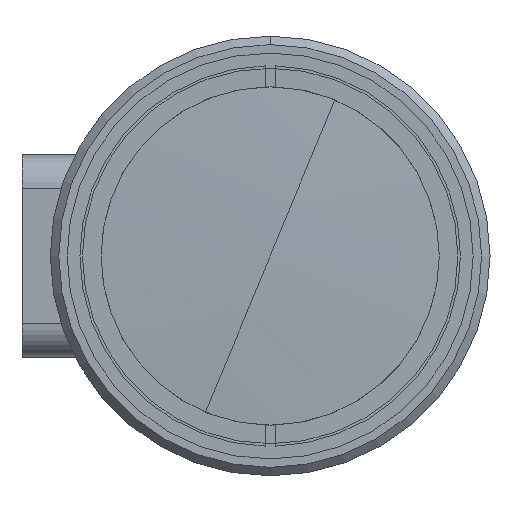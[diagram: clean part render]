
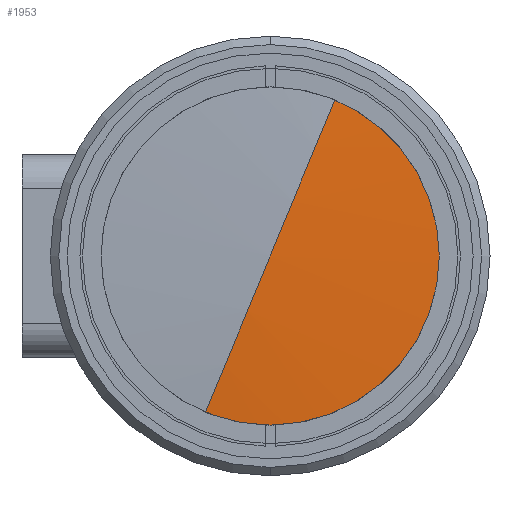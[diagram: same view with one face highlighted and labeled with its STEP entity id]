
A CAD part, left-side view. The second image highlights one B-rep face of the part: STEP entity #1953.
In plain terms, the highlighted spherical face has radius 316.23 mm.
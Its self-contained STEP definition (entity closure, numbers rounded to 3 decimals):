
#72 = ORIENTED_EDGE ( 'NONE', *, *, #3039, .T. ) ;
#157 = VERTEX_POINT ( 'NONE', #3462 ) ;
#332 = CARTESIAN_POINT ( 'NONE',  ( 320.026, 0., 0. ) ) ;
#412 = EDGE_CURVE ( 'NONE', #3637, #436, #1831, .T. ) ;
#436 = VERTEX_POINT ( 'NONE', #1719 ) ;
#449 = DIRECTION ( 'NONE',  ( 0., 0.382, -0.924 ) ) ;
#637 = DIRECTION ( 'NONE',  ( 0., -0.382, 0.924 ) ) ;
#747 = CARTESIAN_POINT ( 'NONE',  ( 320.026, 0., 0. ) ) ;
#779 = AXIS2_PLACEMENT_3D ( 'NONE', #747, #2628, #449 ) ;
#963 = AXIS2_PLACEMENT_3D ( 'NONE', #3317, #1445, #3623 ) ;
#1081 = CARTESIAN_POINT ( 'NONE',  ( 4.495, -8.019, 19.409 ) ) ;
#1116 = ORIENTED_EDGE ( 'NONE', *, *, #1735, .F. ) ;
#1261 = AXIS2_PLACEMENT_3D ( 'NONE', #3230, #1325, #1347 ) ;
#1283 = CIRCLE ( 'NONE', #1984, 316.23 ) ;
#1325 = DIRECTION ( 'NONE',  ( 0., -0.924, -0.382 ) ) ;
#1347 = DIRECTION ( 'NONE',  ( 0., 0.382, -0.924 ) ) ;
#1445 = DIRECTION ( 'NONE',  ( -1., 0., 0. ) ) ;
#1719 = CARTESIAN_POINT ( 'NONE',  ( 3.796, 0., 0. ) ) ;
#1735 = EDGE_CURVE ( 'NONE', #157, #436, #1283, .T. ) ;
#1831 = CIRCLE ( 'NONE', #779, 316.23 ) ;
#1953 = ADVANCED_FACE ( 'NONE', ( #3931 ), #2276, .T. ) ;
#1984 = AXIS2_PLACEMENT_3D ( 'NONE', #332, #2503, #637 ) ;
#2276 = SPHERICAL_SURFACE ( 'NONE', #1261, 316.23 ) ;
#2503 = DIRECTION ( 'NONE',  ( 0., 0.924, 0.382 ) ) ;
#2628 = DIRECTION ( 'NONE',  ( 0., -0.924, -0.382 ) ) ;
#3039 = EDGE_CURVE ( 'NONE', #157, #3637, #3347, .T. ) ;
#3173 = ORIENTED_EDGE ( 'NONE', *, *, #412, .T. ) ;
#3230 = CARTESIAN_POINT ( 'NONE',  ( 320.026, 0., 0. ) ) ;
#3317 = CARTESIAN_POINT ( 'NONE',  ( 4.495, 0., 0. ) ) ;
#3347 = CIRCLE ( 'NONE', #963, 21. ) ;
#3351 = EDGE_LOOP ( 'NONE', ( #72, #3173, #1116 ) ) ;
#3462 = CARTESIAN_POINT ( 'NONE',  ( 4.495, 8.019, -19.409 ) ) ;
#3623 = DIRECTION ( 'NONE',  ( 0., 0.924, 0.382 ) ) ;
#3637 = VERTEX_POINT ( 'NONE', #1081 ) ;
#3931 = FACE_OUTER_BOUND ( 'NONE', #3351, .T. ) ;
